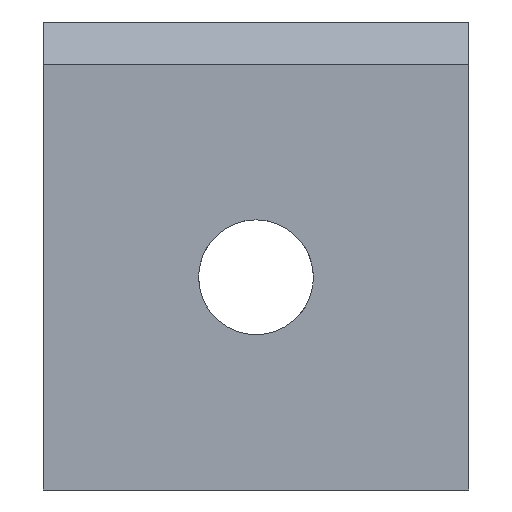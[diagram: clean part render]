
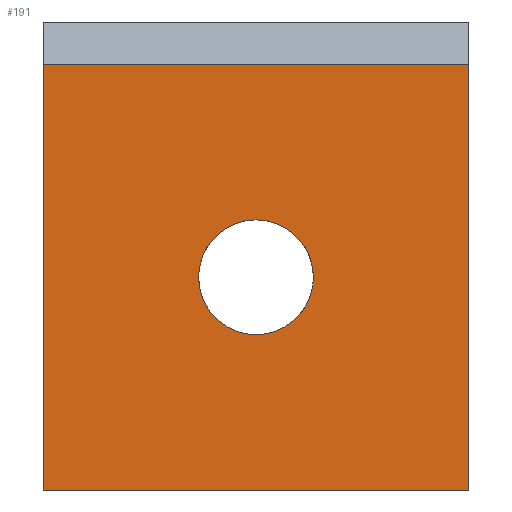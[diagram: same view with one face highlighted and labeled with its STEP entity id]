
A CAD part, front view. The second image highlights one B-rep face of the part: STEP entity #191.
In plain terms, the highlighted planar face has unit normal (0, -1, 0).
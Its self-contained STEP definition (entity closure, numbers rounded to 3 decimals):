
#18=CIRCLE('',#215,1.35);
#30=ORIENTED_EDGE('',*,*,#75,.F.);
#31=ORIENTED_EDGE('',*,*,#81,.T.);
#32=ORIENTED_EDGE('',*,*,#82,.T.);
#33=ORIENTED_EDGE('',*,*,#76,.F.);
#34=ORIENTED_EDGE('',*,*,#83,.T.);
#75=EDGE_CURVE('',#101,#98,#118,.T.);
#76=EDGE_CURVE('',#98,#102,#119,.T.);
#81=EDGE_CURVE('',#101,#106,#124,.T.);
#82=EDGE_CURVE('',#106,#102,#125,.T.);
#83=EDGE_CURVE('',#107,#107,#18,.T.);
#98=VERTEX_POINT('',#273);
#101=VERTEX_POINT('',#278);
#102=VERTEX_POINT('',#282);
#106=VERTEX_POINT('',#292);
#107=VERTEX_POINT('',#295);
#118=LINE('',#279,#138);
#119=LINE('',#281,#139);
#124=LINE('',#291,#144);
#125=LINE('',#293,#145);
#138=VECTOR('',#231,1000.);
#139=VECTOR('',#234,1000.);
#144=VECTOR('',#241,1000.);
#145=VECTOR('',#242,1000.);
#157=EDGE_LOOP('',(#30,#31,#32,#33));
#158=EDGE_LOOP('',(#34));
#170=FACE_BOUND('',#157,.T.);
#171=FACE_BOUND('',#158,.T.);
#183=PLANE('',#214);
#191=ADVANCED_FACE('',(#170,#171),#183,.T.);
#214=AXIS2_PLACEMENT_3D('',#290,#239,#240);
#215=AXIS2_PLACEMENT_3D('',#294,#243,#244);
#231=DIRECTION('',(1.,0.,0.));
#234=DIRECTION('',(0.,0.,-1.));
#239=DIRECTION('',(0.,-1.,0.));
#240=DIRECTION('',(0.,0.,-1.));
#241=DIRECTION('',(0.,0.,-1.));
#242=DIRECTION('',(1.,0.,0.));
#243=DIRECTION('',(0.,1.,0.));
#244=DIRECTION('',(0.,0.,1.));
#273=CARTESIAN_POINT('',(10.,0.,-1.));
#278=CARTESIAN_POINT('',(0.,0.,-1.));
#279=CARTESIAN_POINT('',(5.,0.,-1.));
#281=CARTESIAN_POINT('',(10.,0.,-6.));
#282=CARTESIAN_POINT('',(10.,0.,-11.));
#290=CARTESIAN_POINT('',(-0.001,0.,-0.999));
#291=CARTESIAN_POINT('',(0.,0.,-6.));
#292=CARTESIAN_POINT('',(0.,0.,-11.));
#293=CARTESIAN_POINT('',(5.,0.,-11.));
#294=CARTESIAN_POINT('',(5.,0.,-6.));
#295=CARTESIAN_POINT('',(5.,0.,-4.65));
